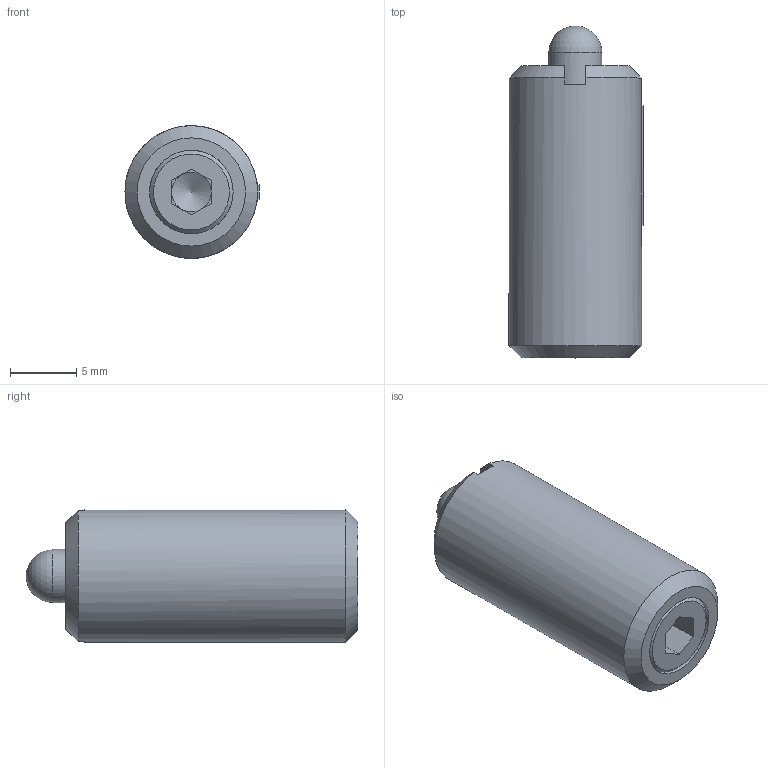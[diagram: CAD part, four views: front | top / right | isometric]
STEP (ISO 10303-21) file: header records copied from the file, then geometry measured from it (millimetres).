
FILE_DESCRIPTION( ( 'STEP AP214' ), '1' );
FILE_NAME( 'K0328.10__0_.stp', '2020-12-03T08:54:51', ( '' ), ( '' ), ' ', 'PARTsolutions', ' ' );
FILE_SCHEMA( ( 'AUTOMOTIVE_DESIGN { 1 0 10303 214 1 1 1 1 }' ) );
Length unit declared in the file: millimetre
Products named in the file (1): _K0328.10_(0)
Bounding box: 10.1 x 25 x 10 mm (x, y, z)
Volume: 1579.2 mm3; surface area: 1064.2 mm2
Topology: 1 solids, 3 shells, 57 faces, 144 edges, 95 vertices
Faces by surface type: plane 40, cone 10, cylinder 6, sphere 1
Full cylindrical faces by diameter (mm): 4 x2, 6.3 x2, 10 x1
Entity records: 2176 total; most frequent: CARTESIAN_POINT 432, DIRECTION 256, ORIENTED_EDGE 248, EDGE_CURVE 124, AXIS2_PLACEMENT_3D 91, VERTEX_POINT 87, LINE 74, VECTOR 74
